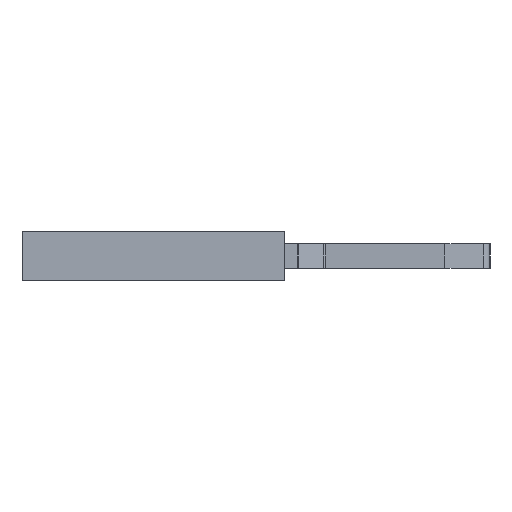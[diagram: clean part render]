
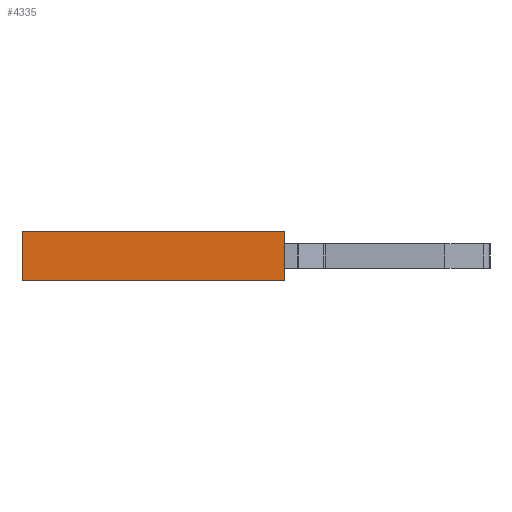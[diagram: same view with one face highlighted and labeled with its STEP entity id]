
A CAD part, left-side view. The second image highlights one B-rep face of the part: STEP entity #4335.
In plain terms, the highlighted planar face has unit normal (-1, 0, 0).
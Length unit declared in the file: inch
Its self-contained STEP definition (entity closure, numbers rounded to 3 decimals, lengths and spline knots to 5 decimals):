
#85=DIRECTION('',(0.,-1.,0.));
#86=VECTOR('',#85,16.80007);
#87=CARTESIAN_POINT('',(-40.20066,12.56797,-1.6));
#88=LINE('',#87,#86);
#973=DIRECTION('',(0.,0.,1.));
#974=VECTOR('',#973,3.2);
#975=CARTESIAN_POINT('',(-40.20066,-4.2321,-1.6));
#976=LINE('',#975,#974);
#993=DIRECTION('',(0.,0.,1.));
#994=VECTOR('',#993,3.2);
#995=CARTESIAN_POINT('',(-40.20066,12.56797,-1.6));
#996=LINE('',#995,#994);
#1237=DIRECTION('',(0.,-1.,0.));
#1238=VECTOR('',#1237,16.80007);
#1239=CARTESIAN_POINT('',(-40.20066,12.56797,1.6));
#1240=LINE('',#1239,#1238);
#2873=CARTESIAN_POINT('',(-40.20066,12.56797,-1.6));
#2874=VERTEX_POINT('',#2873);
#2875=CARTESIAN_POINT('',(-40.20066,-4.2321,-1.6));
#2876=VERTEX_POINT('',#2875);
#2951=CARTESIAN_POINT('',(-40.20066,12.56797,1.6));
#2952=VERTEX_POINT('',#2951);
#2953=CARTESIAN_POINT('',(-40.20066,-4.2321,1.6));
#2954=VERTEX_POINT('',#2953);
#4322=CARTESIAN_POINT('',(-40.20066,12.56797,-1.6));
#4323=DIRECTION('',(-1.,0.,0.));
#4324=DIRECTION('',(0.,-1.,0.));
#4325=AXIS2_PLACEMENT_3D('',#4322,#4323,#4324);
#4326=PLANE('',#4325);
#4327=ORIENTED_EDGE('',*,*,#3732,.F.);
#4329=ORIENTED_EDGE('',*,*,#4328,.T.);
#4331=ORIENTED_EDGE('',*,*,#4330,.T.);
#4332=ORIENTED_EDGE('',*,*,#4305,.F.);
#4333=EDGE_LOOP('',(#4327,#4329,#4331,#4332));
#4334=FACE_OUTER_BOUND('',#4333,.F.);
#3732=EDGE_CURVE('',#2874,#2876,#88,.T.);
#4305=EDGE_CURVE('',#2876,#2954,#976,.T.);
#4328=EDGE_CURVE('',#2874,#2952,#996,.T.);
#4330=EDGE_CURVE('',#2952,#2954,#1240,.T.);
#4335=ADVANCED_FACE('',(#4334),#4326,.T.);
